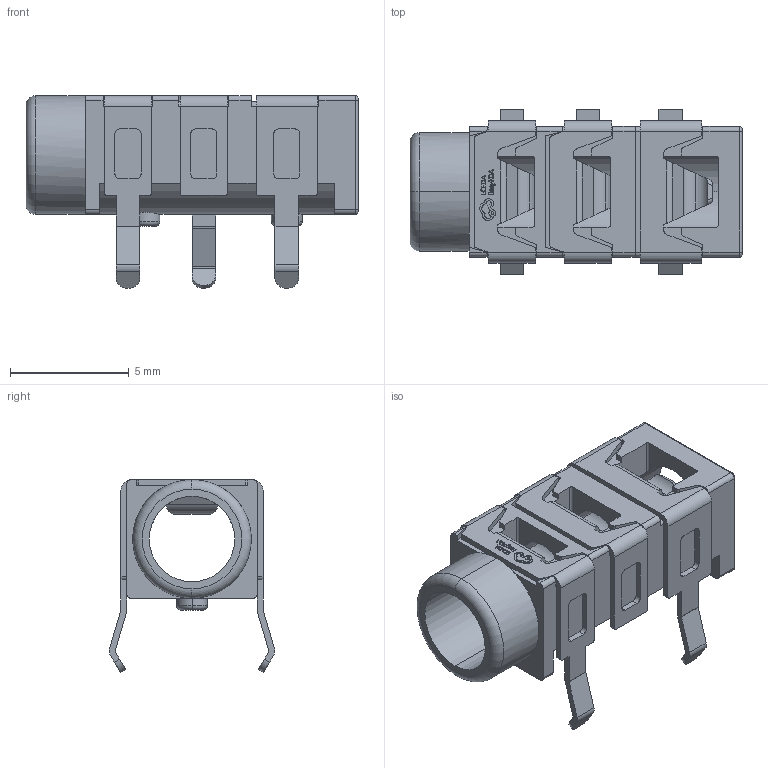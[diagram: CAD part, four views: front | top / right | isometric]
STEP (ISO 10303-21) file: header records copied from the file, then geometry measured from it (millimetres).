
FILE_DESCRIPTION (( 'STEP AP214' ), '1' );
FILE_NAME ('AUDIO-TH_PJ-313_5JCJ.step', '2023-09-25T02:42:20', ( '' ), ( '' ), 'SwSTEP 2.0', 'SolidWorks 2020', '' );
FILE_SCHEMA (( 'AUTOMOTIVE_DESIGN' ));
Length unit declared in the file: millimetre
Products named in the file (1): AUDIO-TH_PJ-313_5JCJ
Bounding box: 14 x 6.98 x 8.14 mm (x, y, z)
Volume: 192.4 mm3; surface area: 665.1 mm2
Topology: 3 solids, 3 shells, 603 faces, 1706 edges, 1126 vertices
Faces by surface type: plane 324, cylinder 171, bspline 98, torus 10
Entity records: 26873 total; most frequent: CARTESIAN_POINT 5110, ORIENTED_EDGE 3412, DIRECTION 2756, EDGE_CURVE 1706, VERTEX_POINT 1126, VECTOR 1124, LINE 1124, AXIS2_PLACEMENT_3D 816
